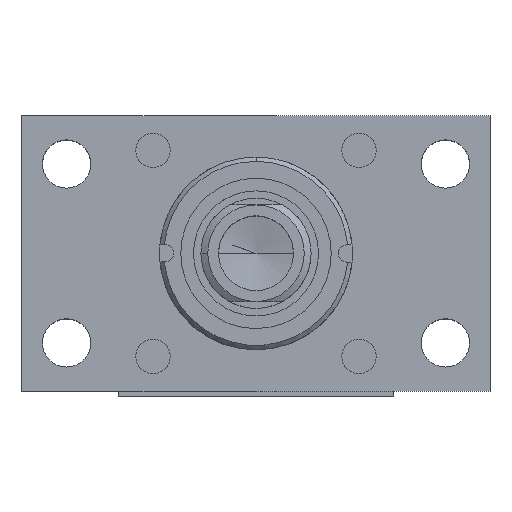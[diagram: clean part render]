
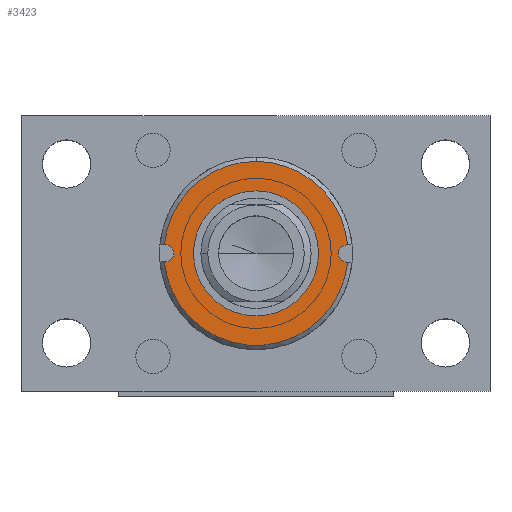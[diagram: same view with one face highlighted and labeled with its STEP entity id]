
A CAD part, top view. The second image highlights one B-rep face of the part: STEP entity #3423.
In plain terms, the highlighted planar face has unit normal (0, 0, 1).
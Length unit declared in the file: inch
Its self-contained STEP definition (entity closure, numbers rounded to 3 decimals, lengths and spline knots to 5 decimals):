
#3 = VERTEX_POINT ( 'NONE', #1450 ) ;
#7 = DIRECTION ( 'NONE',  ( 0., 0., 1. ) ) ;
#21 = EDGE_CURVE ( 'NONE', #1839, #1241, #2648, .T. ) ;
#46 = CARTESIAN_POINT ( 'NONE',  ( 19.33958, 31.46727, -2.69734 ) ) ;
#80 = CARTESIAN_POINT ( 'NONE',  ( 19.49558, 31.45966, -2.69734 ) ) ;
#102 = CIRCLE ( 'NONE', #3005, 0.835 ) ;
#126 = DIRECTION ( 'NONE',  ( 0., 1., 0. ) ) ;
#238 = CARTESIAN_POINT ( 'NONE',  ( 19.41758, 30.63592, -2.69734 ) ) ;
#337 = DIRECTION ( 'NONE',  ( 0., 0., -1. ) ) ;
#631 = VERTEX_POINT ( 'NONE', #3606 ) ;
#687 = DIRECTION ( 'NONE',  ( 0., 0., 1. ) ) ;
#791 = CARTESIAN_POINT ( 'NONE',  ( 19.49558, 31.20342, -2.69734 ) ) ;
#1019 = CARTESIAN_POINT ( 'NONE',  ( 18.58258, 30.63592, -2.69734 ) ) ;
#1105 = EDGE_CURVE ( 'NONE', #6974, #631, #5130, .T. ) ;
#1116 = DIRECTION ( 'NONE',  ( 0., 0., -1. ) ) ;
#1241 = VERTEX_POINT ( 'NONE', #80 ) ;
#1279 = DIRECTION ( 'NONE',  ( 1., 0., 0. ) ) ;
#1308 = CARTESIAN_POINT ( 'NONE',  ( 19.41758, 30.63592, -2.69734 ) ) ;
#1394 = LINE ( 'NONE', #791, #6640 ) ;
#1450 = CARTESIAN_POINT ( 'NONE',  ( 19.33958, 31.45966, -2.69734 ) ) ;
#1466 = EDGE_CURVE ( 'NONE', #631, #1928, #2504, .T. ) ;
#1534 = CARTESIAN_POINT ( 'NONE',  ( 19.49558, 31.20342, -2.69734 ) ) ;
#1596 = CIRCLE ( 'NONE', #3239, 0.5675 ) ;
#1669 = ORIENTED_EDGE ( 'NONE', *, *, #5203, .F. ) ;
#1782 = VECTOR ( 'NONE', #3508, 39.37008 ) ;
#1783 = EDGE_CURVE ( 'NONE', #4565, #1839, #102, .T. ) ;
#1815 = DIRECTION ( 'NONE',  ( 0., -1., 0. ) ) ;
#1839 = VERTEX_POINT ( 'NONE', #6881 ) ;
#1909 = EDGE_CURVE ( 'NONE', #4485, #3431, #3123, .T. ) ;
#1928 = VERTEX_POINT ( 'NONE', #5584 ) ;
#1954 = ORIENTED_EDGE ( 'NONE', *, *, #4954, .F. ) ;
#2046 = AXIS2_PLACEMENT_3D ( 'NONE', #238, #4905, #6220 ) ;
#2129 = DIRECTION ( 'NONE',  ( -1., 0., 0. ) ) ;
#2153 = CARTESIAN_POINT ( 'NONE',  ( 19.49558, 29.80457, -2.69734 ) ) ;
#2220 = EDGE_LOOP ( 'NONE', ( #1669, #1954 ) ) ;
#2337 = CARTESIAN_POINT ( 'NONE',  ( 19.33958, 29.80457, -2.69734 ) ) ;
#2504 = CIRCLE ( 'NONE', #3776, 0.078 ) ;
#2648 = LINE ( 'NONE', #1534, #3071 ) ;
#2803 = DIRECTION ( 'NONE',  ( 0., -1., 0. ) ) ;
#2824 = ORIENTED_EDGE ( 'NONE', *, *, #5235, .T. ) ;
#3005 = AXIS2_PLACEMENT_3D ( 'NONE', #1308, #5277, #1279 ) ;
#3071 = VECTOR ( 'NONE', #2803, 39.37008 ) ;
#3123 = CIRCLE ( 'NONE', #4493, 0.835 ) ;
#3142 = CARTESIAN_POINT ( 'NONE',  ( 19.33958, 31.20342, -2.69734 ) ) ;
#3144 = ORIENTED_EDGE ( 'NONE', *, *, #1105, .T. ) ;
#3201 = ORIENTED_EDGE ( 'NONE', *, *, #1466, .T. ) ;
#3239 = AXIS2_PLACEMENT_3D ( 'NONE', #3986, #7, #4074 ) ;
#3301 = ORIENTED_EDGE ( 'NONE', *, *, #1909, .T. ) ;
#3423 = ADVANCED_FACE ( 'NONE', ( #4135, #5083 ), #8381, .F. ) ;
#3431 = VERTEX_POINT ( 'NONE', #1019 ) ;
#3508 = DIRECTION ( 'NONE',  ( 0., 1., 0. ) ) ;
#3572 = EDGE_CURVE ( 'NONE', #3431, #6974, #7596, .T. ) ;
#3606 = CARTESIAN_POINT ( 'NONE',  ( 19.33958, 29.81218, -2.69734 ) ) ;
#3776 = AXIS2_PLACEMENT_3D ( 'NONE', #4400, #1116, #7024 ) ;
#3943 = AXIS2_PLACEMENT_3D ( 'NONE', #8665, #687, #3976 ) ;
#3976 = DIRECTION ( 'NONE',  ( 1., 0., 0. ) ) ;
#3986 = CARTESIAN_POINT ( 'NONE',  ( 19.41758, 30.63592, -2.69734 ) ) ;
#4002 = CIRCLE ( 'NONE', #2046, 0.5675 ) ;
#4074 = DIRECTION ( 'NONE',  ( 1., 0., 0. ) ) ;
#4135 = FACE_OUTER_BOUND ( 'NONE', #7078, .T. ) ;
#4327 = CARTESIAN_POINT ( 'NONE',  ( 19.41758, 31.20342, -2.69734 ) ) ;
#4381 = VECTOR ( 'NONE', #1815, 39.37008 ) ;
#4400 = CARTESIAN_POINT ( 'NONE',  ( 19.41758, 29.81218, -2.69734 ) ) ;
#4412 = DIRECTION ( 'NONE',  ( 1., 0., 0. ) ) ;
#4485 = VERTEX_POINT ( 'NONE', #46 ) ;
#4493 = AXIS2_PLACEMENT_3D ( 'NONE', #7619, #7107, #4412 ) ;
#4565 = VERTEX_POINT ( 'NONE', #2153 ) ;
#4704 = VERTEX_POINT ( 'NONE', #7702 ) ;
#4844 = ORIENTED_EDGE ( 'NONE', *, *, #3572, .T. ) ;
#4848 = CIRCLE ( 'NONE', #6992, 0.078 ) ;
#4905 = DIRECTION ( 'NONE',  ( 0., 0., 1. ) ) ;
#4929 = EDGE_CURVE ( 'NONE', #4565, #1928, #1394, .T. ) ;
#4954 = EDGE_CURVE ( 'NONE', #4704, #5399, #1596, .T. ) ;
#5009 = DIRECTION ( 'NONE',  ( -1., 0., 0. ) ) ;
#5083 = FACE_BOUND ( 'NONE', #2220, .T. ) ;
#5130 = LINE ( 'NONE', #6736, #1782 ) ;
#5203 = EDGE_CURVE ( 'NONE', #5399, #4704, #4002, .T. ) ;
#5235 = EDGE_CURVE ( 'NONE', #1241, #3, #4848, .T. ) ;
#5277 = DIRECTION ( 'NONE',  ( 0., 0., 1. ) ) ;
#5399 = VERTEX_POINT ( 'NONE', #7133 ) ;
#5442 = ORIENTED_EDGE ( 'NONE', *, *, #1783, .T. ) ;
#5584 = CARTESIAN_POINT ( 'NONE',  ( 19.49558, 29.81218, -2.69734 ) ) ;
#6157 = ORIENTED_EDGE ( 'NONE', *, *, #7697, .F. ) ;
#6167 = DIRECTION ( 'NONE',  ( 0., 0., -1. ) ) ;
#6220 = DIRECTION ( 'NONE',  ( 1., 0., 0. ) ) ;
#6640 = VECTOR ( 'NONE', #126, 39.37008 ) ;
#6736 = CARTESIAN_POINT ( 'NONE',  ( 19.33958, 31.20342, -2.69734 ) ) ;
#6881 = CARTESIAN_POINT ( 'NONE',  ( 19.49558, 31.46727, -2.69734 ) ) ;
#6930 = AXIS2_PLACEMENT_3D ( 'NONE', #4327, #337, #5009 ) ;
#6974 = VERTEX_POINT ( 'NONE', #2337 ) ;
#6992 = AXIS2_PLACEMENT_3D ( 'NONE', #7528, #6167, #2129 ) ;
#7024 = DIRECTION ( 'NONE',  ( -1., 0., 0. ) ) ;
#7052 = ORIENTED_EDGE ( 'NONE', *, *, #21, .T. ) ;
#7078 = EDGE_LOOP ( 'NONE', ( #7280, #5442, #7052, #2824, #6157, #3301, #4844, #3144, #3201 ) ) ;
#7107 = DIRECTION ( 'NONE',  ( 0., 0., 1. ) ) ;
#7133 = CARTESIAN_POINT ( 'NONE',  ( 19.98508, 30.63592, -2.69734 ) ) ;
#7280 = ORIENTED_EDGE ( 'NONE', *, *, #4929, .F. ) ;
#7528 = CARTESIAN_POINT ( 'NONE',  ( 19.41758, 31.45966, -2.69734 ) ) ;
#7596 = CIRCLE ( 'NONE', #3943, 0.835 ) ;
#7619 = CARTESIAN_POINT ( 'NONE',  ( 19.41758, 30.63592, -2.69734 ) ) ;
#7697 = EDGE_CURVE ( 'NONE', #4485, #3, #8611, .T. ) ;
#7702 = CARTESIAN_POINT ( 'NONE',  ( 18.85008, 30.63592, -2.69734 ) ) ;
#8381 = PLANE ( 'NONE',  #6930 ) ;
#8611 = LINE ( 'NONE', #3142, #4381 ) ;
#8665 = CARTESIAN_POINT ( 'NONE',  ( 19.41758, 30.63592, -2.69734 ) ) ;
